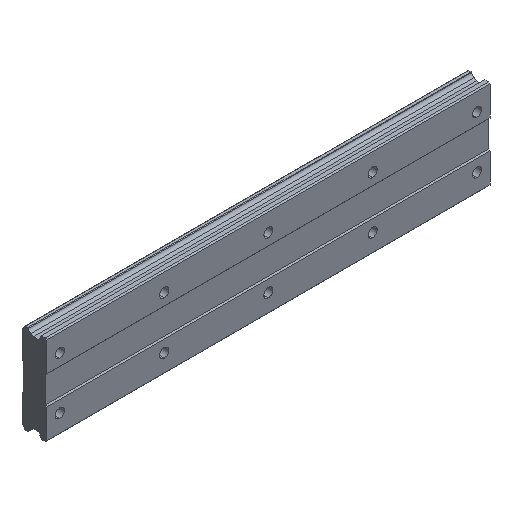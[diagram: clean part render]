
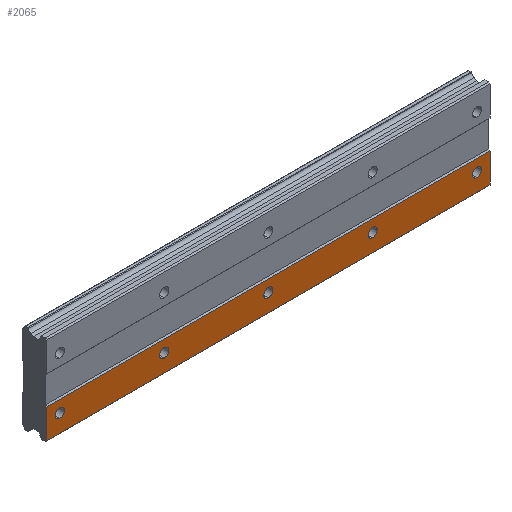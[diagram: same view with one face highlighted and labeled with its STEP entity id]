
A CAD part, isometric view. The second image highlights one B-rep face of the part: STEP entity #2065.
In plain terms, the highlighted planar face has unit normal (0, -1, 0).
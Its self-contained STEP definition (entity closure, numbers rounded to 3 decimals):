
#20 = AXIS2_PLACEMENT_3D ( 'NONE', #1138, #1759, #324 ) ;
#47 = CARTESIAN_POINT ( 'NONE',  ( 160., 0., -20. ) ) ;
#93 = CARTESIAN_POINT ( 'NONE',  ( 240., 0., -20. ) ) ;
#142 = ORIENTED_EDGE ( 'NONE', *, *, #341, .F. ) ;
#169 = FACE_OUTER_BOUND ( 'NONE', #233, .T. ) ;
#198 = FACE_BOUND ( 'NONE', #199, .T. ) ;
#199 = EDGE_LOOP ( 'NONE', ( #2220, #808 ) ) ;
#201 = EDGE_CURVE ( 'NONE', #1406, #1483, #242, .T. ) ;
#232 = AXIS2_PLACEMENT_3D ( 'NONE', #47, #1496, #1474 ) ;
#233 = EDGE_LOOP ( 'NONE', ( #1677, #2217, #294, #887 ) ) ;
#242 = LINE ( 'NONE', #1652, #1762 ) ;
#274 = CARTESIAN_POINT ( 'NONE',  ( 330., 0., -11. ) ) ;
#276 = VERTEX_POINT ( 'NONE', #309 ) ;
#294 = ORIENTED_EDGE ( 'NONE', *, *, #990, .F. ) ;
#303 = ORIENTED_EDGE ( 'NONE', *, *, #908, .F. ) ;
#309 = CARTESIAN_POINT ( 'NONE',  ( 330., 0., -33.5 ) ) ;
#324 = DIRECTION ( 'NONE',  ( 0., 0., 1. ) ) ;
#338 = DIRECTION ( 'NONE',  ( 0., 0., 1. ) ) ;
#341 = EDGE_CURVE ( 'NONE', #1952, #2182, #922, .T. ) ;
#352 = AXIS2_PLACEMENT_3D ( 'NONE', #941, #915, #1947 ) ;
#366 = EDGE_CURVE ( 'NONE', #885, #1200, #1167, .T. ) ;
#387 = EDGE_LOOP ( 'NONE', ( #1410, #783 ) ) ;
#393 = VECTOR ( 'NONE', #1086, 1000. ) ;
#405 = FACE_BOUND ( 'NONE', #387, .T. ) ;
#434 = FACE_BOUND ( 'NONE', #2438, .T. ) ;
#453 = CARTESIAN_POINT ( 'NONE',  ( 80., 0., -16.5 ) ) ;
#486 = CIRCLE ( 'NONE', #232, 3.5 ) ;
#514 = DIRECTION ( 'NONE',  ( 0., -1., 0. ) ) ;
#557 = DIRECTION ( 'NONE',  ( 0., -1., 0. ) ) ;
#569 = CARTESIAN_POINT ( 'NONE',  ( 80., 0., -20. ) ) ;
#596 = EDGE_CURVE ( 'NONE', #2014, #276, #1303, .T. ) ;
#726 = VERTEX_POINT ( 'NONE', #1834 ) ;
#757 = CARTESIAN_POINT ( 'NONE',  ( 160., 0., -23.5 ) ) ;
#780 = VERTEX_POINT ( 'NONE', #2201 ) ;
#783 = ORIENTED_EDGE ( 'NONE', *, *, #2491, .F. ) ;
#808 = ORIENTED_EDGE ( 'NONE', *, *, #2601, .F. ) ;
#817 = VERTEX_POINT ( 'NONE', #1615 ) ;
#841 = CARTESIAN_POINT ( 'NONE',  ( 330., 0., -11. ) ) ;
#864 = CARTESIAN_POINT ( 'NONE',  ( -10., 0., -33.5 ) ) ;
#870 = CARTESIAN_POINT ( 'NONE',  ( 0., 0., -16.5 ) ) ;
#885 = VERTEX_POINT ( 'NONE', #870 ) ;
#887 = ORIENTED_EDGE ( 'NONE', *, *, #201, .F. ) ;
#893 = CARTESIAN_POINT ( 'NONE',  ( 160., 0., -16.5 ) ) ;
#908 = EDGE_CURVE ( 'NONE', #2182, #1952, #486, .T. ) ;
#911 = DIRECTION ( 'NONE',  ( 0., 0., 1. ) ) ;
#915 = DIRECTION ( 'NONE',  ( 0., -1., 0. ) ) ;
#922 = CIRCLE ( 'NONE', #352, 3.5 ) ;
#937 = DIRECTION ( 'NONE',  ( 0., -1., 0. ) ) ;
#941 = CARTESIAN_POINT ( 'NONE',  ( 160., 0., -20. ) ) ;
#951 = DIRECTION ( 'NONE',  ( 0., -1., 0. ) ) ;
#990 = EDGE_CURVE ( 'NONE', #1483, #2014, #2108, .T. ) ;
#997 = PLANE ( 'NONE',  #1355 ) ;
#1007 = VERTEX_POINT ( 'NONE', #1661 ) ;
#1029 = CIRCLE ( 'NONE', #2227, 3.5 ) ;
#1058 = DIRECTION ( 'NONE',  ( 0., -1., 0. ) ) ;
#1081 = DIRECTION ( 'NONE',  ( 0., 0., -1. ) ) ;
#1086 = DIRECTION ( 'NONE',  ( 1., 0., 0. ) ) ;
#1104 = CARTESIAN_POINT ( 'NONE',  ( -10., 0., -11. ) ) ;
#1134 = CARTESIAN_POINT ( 'NONE',  ( 80., 0., -20. ) ) ;
#1138 = CARTESIAN_POINT ( 'NONE',  ( 0., 0., -20. ) ) ;
#1144 = DIRECTION ( 'NONE',  ( 0., -1., 0. ) ) ;
#1167 = CIRCLE ( 'NONE', #20, 3.5 ) ;
#1191 = CARTESIAN_POINT ( 'NONE',  ( 330., 0., -11. ) ) ;
#1192 = AXIS2_PLACEMENT_3D ( 'NONE', #1360, #514, #1949 ) ;
#1200 = VERTEX_POINT ( 'NONE', #1425 ) ;
#1219 = CARTESIAN_POINT ( 'NONE',  ( 330., 0., -33.5 ) ) ;
#1303 = LINE ( 'NONE', #1686, #2110 ) ;
#1335 = VERTEX_POINT ( 'NONE', #453 ) ;
#1355 = AXIS2_PLACEMENT_3D ( 'NONE', #1191, #1631, #2454 ) ;
#1360 = CARTESIAN_POINT ( 'NONE',  ( 320., 0., -20. ) ) ;
#1392 = EDGE_LOOP ( 'NONE', ( #2126, #1846 ) ) ;
#1401 = CIRCLE ( 'NONE', #1192, 3.5 ) ;
#1406 = VERTEX_POINT ( 'NONE', #864 ) ;
#1410 = ORIENTED_EDGE ( 'NONE', *, *, #2301, .F. ) ;
#1425 = CARTESIAN_POINT ( 'NONE',  ( 0., 0., -23.5 ) ) ;
#1446 = CIRCLE ( 'NONE', #1744, 3.5 ) ;
#1474 = DIRECTION ( 'NONE',  ( 0., 0., 1. ) ) ;
#1483 = VERTEX_POINT ( 'NONE', #1104 ) ;
#1490 = AXIS2_PLACEMENT_3D ( 'NONE', #1134, #1144, #1708 ) ;
#1496 = DIRECTION ( 'NONE',  ( 0., -1., 0. ) ) ;
#1543 = EDGE_CURVE ( 'NONE', #817, #780, #1553, .T. ) ;
#1553 = CIRCLE ( 'NONE', #1594, 3.5 ) ;
#1588 = LINE ( 'NONE', #1219, #2639 ) ;
#1594 = AXIS2_PLACEMENT_3D ( 'NONE', #1927, #937, #1721 ) ;
#1605 = FACE_BOUND ( 'NONE', #1392, .T. ) ;
#1615 = CARTESIAN_POINT ( 'NONE',  ( 240., 0., -16.5 ) ) ;
#1621 = DIRECTION ( 'NONE',  ( 0., 0., 1. ) ) ;
#1631 = DIRECTION ( 'NONE',  ( 0., 1., 0. ) ) ;
#1652 = CARTESIAN_POINT ( 'NONE',  ( -10., 0., -11. ) ) ;
#1661 = CARTESIAN_POINT ( 'NONE',  ( 320., 0., -23.5 ) ) ;
#1668 = AXIS2_PLACEMENT_3D ( 'NONE', #2064, #1058, #2092 ) ;
#1670 = ORIENTED_EDGE ( 'NONE', *, *, #2640, .F. ) ;
#1677 = ORIENTED_EDGE ( 'NONE', *, *, #2082, .F. ) ;
#1686 = CARTESIAN_POINT ( 'NONE',  ( 330., 0., -11. ) ) ;
#1708 = DIRECTION ( 'NONE',  ( 0., 0., 1. ) ) ;
#1721 = DIRECTION ( 'NONE',  ( 0., 0., 1. ) ) ;
#1722 = CARTESIAN_POINT ( 'NONE',  ( 0., 0., -20. ) ) ;
#1744 = AXIS2_PLACEMENT_3D ( 'NONE', #569, #557, #338 ) ;
#1756 = DIRECTION ( 'NONE',  ( 0., 0., 1. ) ) ;
#1759 = DIRECTION ( 'NONE',  ( 0., -1., 0. ) ) ;
#1762 = VECTOR ( 'NONE', #1621, 1000. ) ;
#1791 = CIRCLE ( 'NONE', #2482, 3.5 ) ;
#1834 = CARTESIAN_POINT ( 'NONE',  ( 320., 0., -16.5 ) ) ;
#1837 = CIRCLE ( 'NONE', #1490, 3.5 ) ;
#1846 = ORIENTED_EDGE ( 'NONE', *, *, #2589, .F. ) ;
#1881 = CIRCLE ( 'NONE', #1668, 3.5 ) ;
#1920 = EDGE_CURVE ( 'NONE', #1335, #2308, #1446, .T. ) ;
#1927 = CARTESIAN_POINT ( 'NONE',  ( 240., 0., -20. ) ) ;
#1947 = DIRECTION ( 'NONE',  ( 0., 0., 1. ) ) ;
#1949 = DIRECTION ( 'NONE',  ( 0., 0., 1. ) ) ;
#1952 = VERTEX_POINT ( 'NONE', #757 ) ;
#1969 = EDGE_LOOP ( 'NONE', ( #303, #142 ) ) ;
#2014 = VERTEX_POINT ( 'NONE', #841 ) ;
#2052 = ORIENTED_EDGE ( 'NONE', *, *, #366, .F. ) ;
#2064 = CARTESIAN_POINT ( 'NONE',  ( 320., 0., -20. ) ) ;
#2065 = ADVANCED_FACE ( 'NONE', ( #169, #434, #405, #198, #2441, #1605 ), #997, .F. ) ;
#2082 = EDGE_CURVE ( 'NONE', #276, #1406, #1588, .T. ) ;
#2092 = DIRECTION ( 'NONE',  ( 0., 0., 1. ) ) ;
#2108 = LINE ( 'NONE', #274, #393 ) ;
#2110 = VECTOR ( 'NONE', #1081, 1000. ) ;
#2126 = ORIENTED_EDGE ( 'NONE', *, *, #1920, .F. ) ;
#2182 = VERTEX_POINT ( 'NONE', #893 ) ;
#2186 = CARTESIAN_POINT ( 'NONE',  ( 80., 0., -23.5 ) ) ;
#2201 = CARTESIAN_POINT ( 'NONE',  ( 240., 0., -23.5 ) ) ;
#2217 = ORIENTED_EDGE ( 'NONE', *, *, #596, .F. ) ;
#2220 = ORIENTED_EDGE ( 'NONE', *, *, #1543, .F. ) ;
#2227 = AXIS2_PLACEMENT_3D ( 'NONE', #1722, #951, #1756 ) ;
#2274 = DIRECTION ( 'NONE',  ( -1., 0., 0. ) ) ;
#2301 = EDGE_CURVE ( 'NONE', #726, #1007, #1401, .T. ) ;
#2308 = VERTEX_POINT ( 'NONE', #2186 ) ;
#2438 = EDGE_LOOP ( 'NONE', ( #2052, #1670 ) ) ;
#2441 = FACE_BOUND ( 'NONE', #1969, .T. ) ;
#2454 = DIRECTION ( 'NONE',  ( 0., 0., 1. ) ) ;
#2482 = AXIS2_PLACEMENT_3D ( 'NONE', #93, #2543, #911 ) ;
#2491 = EDGE_CURVE ( 'NONE', #1007, #726, #1881, .T. ) ;
#2543 = DIRECTION ( 'NONE',  ( 0., -1., 0. ) ) ;
#2589 = EDGE_CURVE ( 'NONE', #2308, #1335, #1837, .T. ) ;
#2601 = EDGE_CURVE ( 'NONE', #780, #817, #1791, .T. ) ;
#2639 = VECTOR ( 'NONE', #2274, 1000. ) ;
#2640 = EDGE_CURVE ( 'NONE', #1200, #885, #1029, .T. ) ;
